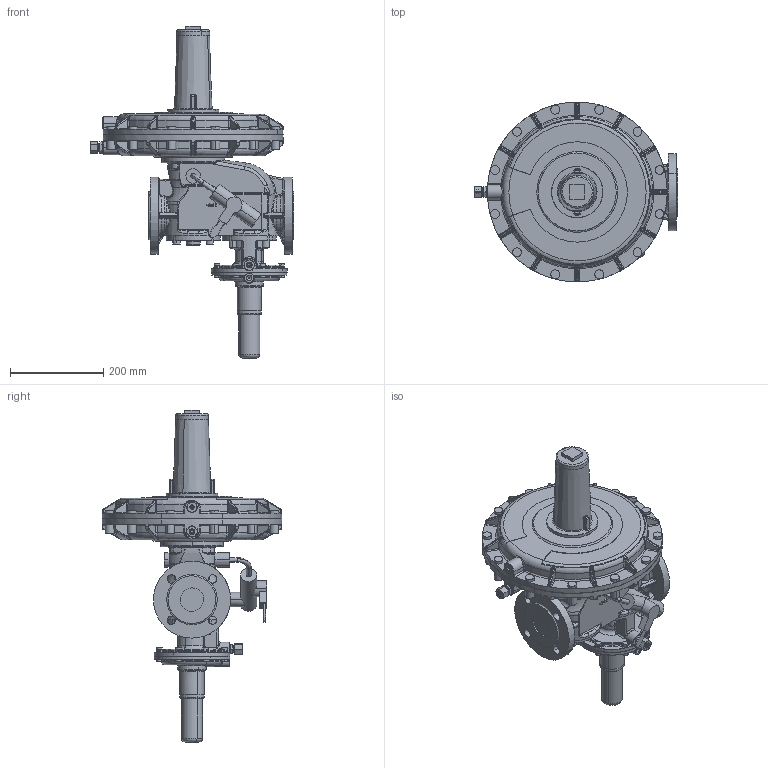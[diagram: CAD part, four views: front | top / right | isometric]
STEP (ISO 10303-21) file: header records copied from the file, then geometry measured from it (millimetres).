
FILE_DESCRIPTION(('CATIA V5 STEP'),'2;1');
FILE_NAME('RS 251 DN 050-385-links.stp','2014-03-28T09:36:49+00:00',('none'),('none'),'CATIA Version 5 Release 19 SP 9 (IN-10)','CATIA V5 STEP AP203 Edition 2','none');
FILE_SCHEMA(('AP203_CONFIGURATION_CONTROLLED_3D_DESIGN_OF_MECHANICAL_PARTS_AND_ASSEMBLIES_MIM_LF { 1 0 10303 403 2 1 2}'));
Products named in the file (1): RS 251 DN 050-385
Bounding box: 435.3 x 385 x 711 mm (x, y, z)
Volume: 15505340.1 mm3; surface area: 768815.2 mm2
Topology: 1 solids, 10 shells, 2510 faces, 6132 edges, 3489 vertices
Faces by surface type: cylinder 815, bspline 567, torus 543, plane 357, sphere 138, cone 90
Entity records: 112497 total; most frequent: CARTESIAN_POINT 63430, ORIENTED_EDGE 11836, DIRECTION 6792, EDGE_CURVE 5918, AXIS2_PLACEMENT_3D 3966, VERTEX_POINT 3489, EDGE_LOOP 2597, ADVANCED_FACE 2510
